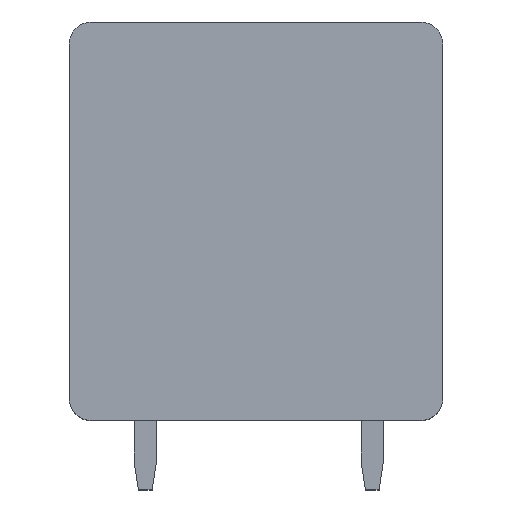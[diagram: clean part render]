
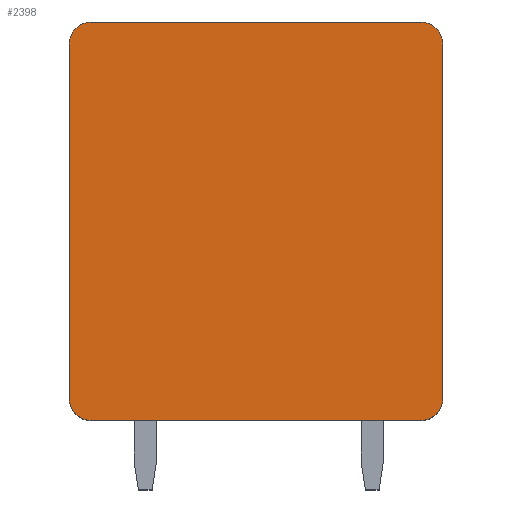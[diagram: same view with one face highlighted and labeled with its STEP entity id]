
A CAD part, top view. The second image highlights one B-rep face of the part: STEP entity #2398.
In plain terms, the highlighted planar face has unit normal (0, 0, 1).
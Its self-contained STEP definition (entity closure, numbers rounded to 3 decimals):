
#349=CARTESIAN_POINT('',(-5.95,6.4,1.75));
#350=DIRECTION('',(0.,0.,1.));
#351=DIRECTION('',(0.,1.,0.));
#352=AXIS2_PLACEMENT_3D('',#349,#350,#351);
#354=DIRECTION('',(-1.,0.,0.));
#355=VECTOR('',#354,11.9);
#356=CARTESIAN_POINT('',(5.95,7.2,1.75));
#357=LINE('',#356,#355);
#358=CARTESIAN_POINT('',(5.95,6.4,1.75));
#359=DIRECTION('',(0.,0.,1.));
#360=DIRECTION('',(1.,0.,0.));
#361=AXIS2_PLACEMENT_3D('',#358,#359,#360);
#363=DIRECTION('',(0.,1.,0.));
#364=VECTOR('',#363,12.8);
#365=CARTESIAN_POINT('',(6.75,-6.4,1.75));
#366=LINE('',#365,#364);
#367=CARTESIAN_POINT('',(5.95,-6.4,1.75));
#368=DIRECTION('',(0.,0.,1.));
#369=DIRECTION('',(0.,-1.,0.));
#370=AXIS2_PLACEMENT_3D('',#367,#368,#369);
#372=DIRECTION('',(1.,0.,0.));
#373=VECTOR('',#372,11.9);
#374=CARTESIAN_POINT('',(-5.95,-7.2,1.75));
#375=LINE('',#374,#373);
#376=CARTESIAN_POINT('',(-5.95,-6.4,1.75));
#377=DIRECTION('',(0.,0.,1.));
#378=DIRECTION('',(-1.,0.,0.));
#379=AXIS2_PLACEMENT_3D('',#376,#377,#378);
#381=DIRECTION('',(0.,-1.,0.));
#382=VECTOR('',#381,12.8);
#383=CARTESIAN_POINT('',(-6.75,6.4,1.75));
#384=LINE('',#383,#382);
#1679=CARTESIAN_POINT('',(-5.95,7.2,1.75));
#1680=VERTEX_POINT('',#1679);
#1681=CARTESIAN_POINT('',(-6.75,6.4,1.75));
#1682=VERTEX_POINT('',#1681);
#1687=CARTESIAN_POINT('',(6.75,6.4,1.75));
#1688=VERTEX_POINT('',#1687);
#1689=CARTESIAN_POINT('',(5.95,7.2,1.75));
#1690=VERTEX_POINT('',#1689);
#1695=CARTESIAN_POINT('',(-6.75,-6.4,1.75));
#1696=VERTEX_POINT('',#1695);
#1697=CARTESIAN_POINT('',(-5.95,-7.2,1.75));
#1698=VERTEX_POINT('',#1697);
#1703=CARTESIAN_POINT('',(5.95,-7.2,1.75));
#1704=VERTEX_POINT('',#1703);
#1705=CARTESIAN_POINT('',(6.75,-6.4,1.75));
#1706=VERTEX_POINT('',#1705);
#2383=CARTESIAN_POINT('',(0.,0.,1.75));
#2384=DIRECTION('',(0.,0.,1.));
#2385=DIRECTION('',(1.,0.,0.));
#2386=AXIS2_PLACEMENT_3D('',#2383,#2384,#2385);
#2387=PLANE('',#2386);
#2388=ORIENTED_EDGE('',*,*,#2123,.F.);
#2389=ORIENTED_EDGE('',*,*,#2139,.F.);
#2390=ORIENTED_EDGE('',*,*,#2208,.F.);
#2391=ORIENTED_EDGE('',*,*,#2223,.F.);
#2392=ORIENTED_EDGE('',*,*,#2276,.F.);
#2393=ORIENTED_EDGE('',*,*,#2289,.F.);
#2394=ORIENTED_EDGE('',*,*,#2344,.F.);
#2395=ORIENTED_EDGE('',*,*,#2356,.F.);
#2396=EDGE_LOOP('',(#2388,#2389,#2390,#2391,#2392,#2393,#2394,#2395));
#2397=FACE_OUTER_BOUND('',#2396,.F.);
#353=CIRCLE('',#352,0.8);
#362=CIRCLE('',#361,0.8);
#371=CIRCLE('',#370,0.8);
#380=CIRCLE('',#379,0.8);
#2123=EDGE_CURVE('',#1680,#1682,#353,.T.);
#2139=EDGE_CURVE('',#1690,#1680,#357,.T.);
#2208=EDGE_CURVE('',#1688,#1690,#362,.T.);
#2223=EDGE_CURVE('',#1706,#1688,#366,.T.);
#2276=EDGE_CURVE('',#1704,#1706,#371,.T.);
#2289=EDGE_CURVE('',#1698,#1704,#375,.T.);
#2344=EDGE_CURVE('',#1696,#1698,#380,.T.);
#2356=EDGE_CURVE('',#1682,#1696,#384,.T.);
#2398=ADVANCED_FACE('',(#2397),#2387,.T.);
